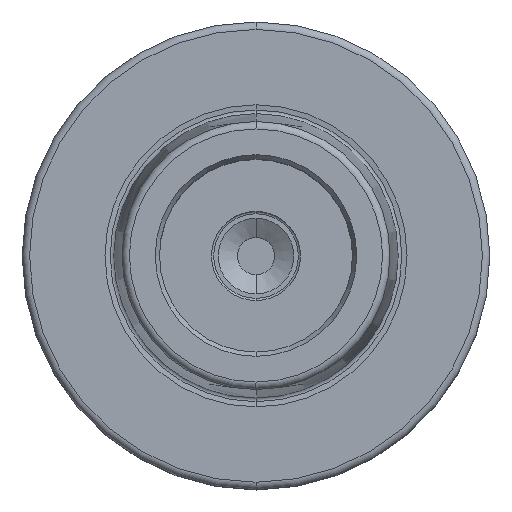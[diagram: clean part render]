
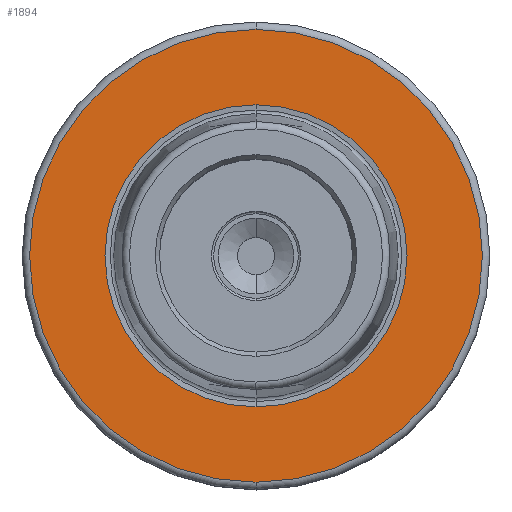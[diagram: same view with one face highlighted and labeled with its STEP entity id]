
A CAD part, top view. The second image highlights one B-rep face of the part: STEP entity #1894.
In plain terms, the highlighted planar face has unit normal (0, 0, 1).
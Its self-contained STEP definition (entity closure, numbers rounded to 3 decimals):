
#168=CARTESIAN_POINT('',(0,0,26));
#169=DIRECTION('',(0,0,1));
#170=DIRECTION('',(0,1,0));
#171=AXIS2_PLACEMENT_3D('',#168,#169,#170);
#173=CARTESIAN_POINT('',(0,0,26));
#174=DIRECTION('',(0,0,1));
#175=DIRECTION('',(0,-1,0));
#176=AXIS2_PLACEMENT_3D('',#173,#174,#175);
#186=CARTESIAN_POINT('',(0,0,26));
#187=DIRECTION('',(0,0,1));
#188=DIRECTION('',(0,1,0));
#189=AXIS2_PLACEMENT_3D('',#186,#187,#188);
#191=CARTESIAN_POINT('',(0,0,26));
#192=DIRECTION('',(0,0,-1));
#193=DIRECTION('',(0,1,0));
#194=AXIS2_PLACEMENT_3D('',#191,#192,#193);
#1410=CARTESIAN_POINT('',(0,20.344,26));
#1412=VERTEX_POINT('',#1410);
#1440=CARTESIAN_POINT('',(0,-20.344,26));
#1442=VERTEX_POINT('',#1440);
#1486=CARTESIAN_POINT('',(0,30.5,26));
#1487=CARTESIAN_POINT('',(0,-30.5,26));
#1488=VERTEX_POINT('',#1486);
#1489=VERTEX_POINT('',#1487);
#1878=CARTESIAN_POINT('',(0,0,26));
#1879=DIRECTION('',(0,0,-1));
#1880=DIRECTION('',(0,-1,0));
#1881=AXIS2_PLACEMENT_3D('',#1878,#1879,#1880);
#1882=PLANE('',#1881);
#1884=ORIENTED_EDGE('',*,*,#1883,.F.);
#1885=ORIENTED_EDGE('',*,*,#1868,.F.);
#1886=EDGE_LOOP('',(#1884,#1885));
#1887=FACE_OUTER_BOUND('',#1886,.F.);
#1889=ORIENTED_EDGE('',*,*,#1888,.T.);
#1891=ORIENTED_EDGE('',*,*,#1890,.F.);
#1892=EDGE_LOOP('',(#1889,#1891));
#1893=FACE_BOUND('',#1892,.F.);
#1894=ADVANCED_FACE('',(#1887,#1893),#1882,.F.);
#172=CIRCLE('',#171,30.5);
#177=CIRCLE('',#176,30.5);
#190=CIRCLE('',#189,20.344);
#195=CIRCLE('',#194,20.344);
#1868=EDGE_CURVE('',#1489,#1488,#177,.T.);
#1883=EDGE_CURVE('',#1488,#1489,#172,.T.);
#1888=EDGE_CURVE('',#1412,#1442,#190,.T.);
#1890=EDGE_CURVE('',#1412,#1442,#195,.T.);
